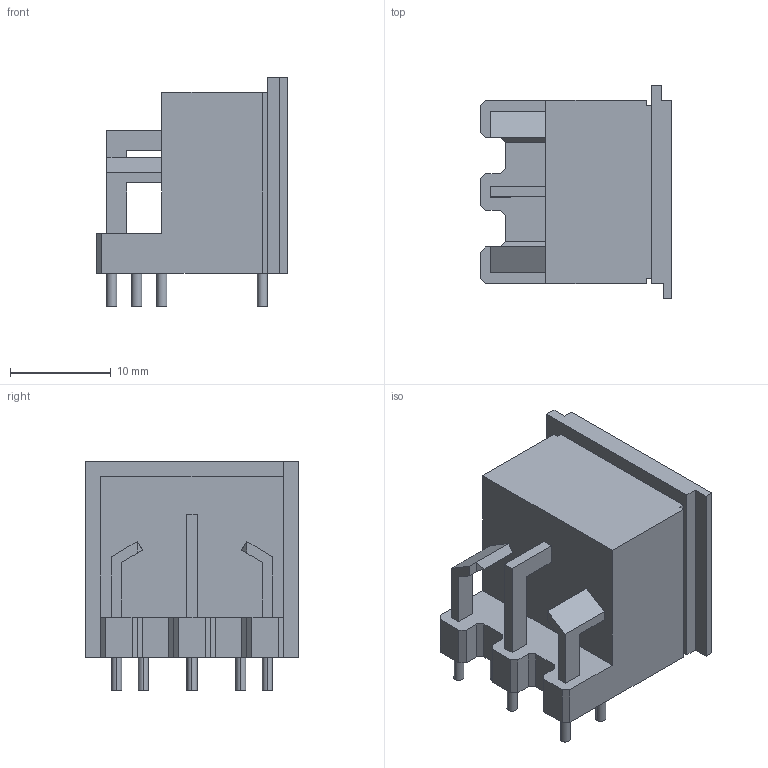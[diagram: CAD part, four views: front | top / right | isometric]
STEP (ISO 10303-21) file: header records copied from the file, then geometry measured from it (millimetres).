
FILE_DESCRIPTION (( 'STEP AP214' ), '1' );
FILE_NAME ('DIN-45326.STEP', '2013-12-28T06:11:37', ( 'tom' ), ( '' ), 'SwSTEP 2.0', 'SolidWorks 2013', '' );
FILE_SCHEMA (( 'AUTOMOTIVE_DESIGN' ));
Length unit declared in the file: millimetre
Products named in the file (1): DIN-45326
Bounding box: 19 x 21.2 x 22.8 mm (x, y, z)
Volume: 3832.7 mm3; surface area: 4199.5 mm2
Topology: 1 solids, 1 shells, 182 faces, 478 edges, 318 vertices
Faces by surface type: plane 137, cylinder 45
Entity records: 6238 total; most frequent: CARTESIAN_POINT 979, ORIENTED_EDGE 956, DIRECTION 934, EDGE_CURVE 478, LINE 388, VECTOR 388, VERTEX_POINT 318, AXIS2_PLACEMENT_3D 273
